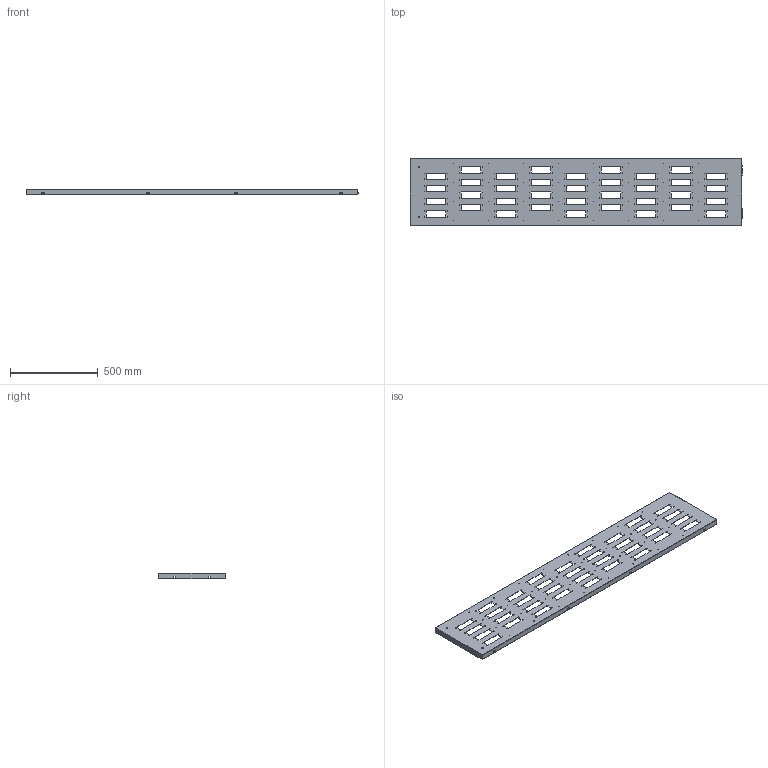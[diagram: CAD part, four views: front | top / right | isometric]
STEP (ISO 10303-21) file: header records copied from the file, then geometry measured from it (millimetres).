
FILE_DESCRIPTION (( 'STEP AP203' ), '1' );
FILE_NAME ('QB09C273.step', '2011-02-18T06:44:18', ( 'User' ), ( 'DKC' ), 'SwSTEP 2.0', 'SolidWorks 2010', '' );
FILE_SCHEMA (( 'CONFIG_CONTROL_DESIGN' ));
Length unit declared in the file: millimetre
Products named in the file (1): QB09C273
Bounding box: 1897 x 383 x 32 mm (x, y, z)
Volume: 1424886.7 mm3; surface area: 1460850.2 mm2
Topology: 1 solids, 1 shells, 594 faces, 1748 edges, 1156 vertices
Faces by surface type: cylinder 392, plane 202
Entity records: 21077 total; most frequent: DIRECTION 3726, CARTESIAN_POINT 3499, ORIENTED_EDGE 3496, EDGE_CURVE 1748, AXIS2_PLACEMENT_3D 1383, VERTEX_POINT 1156, EDGE_LOOP 1046, LINE 960
